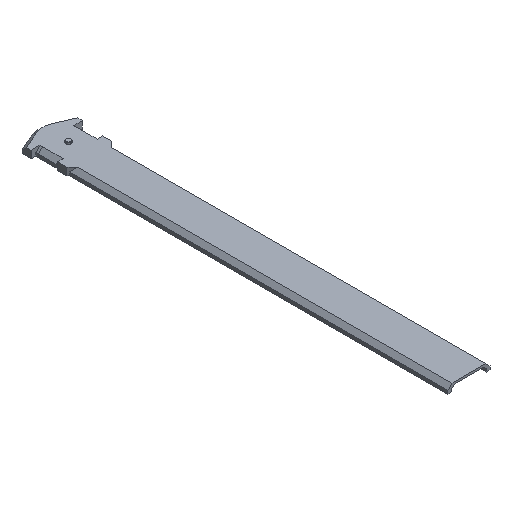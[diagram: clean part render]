
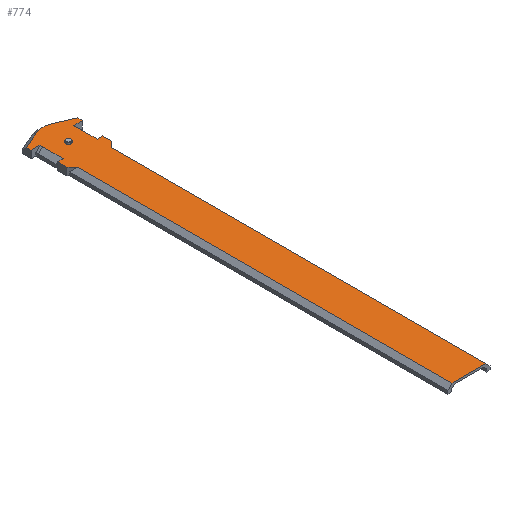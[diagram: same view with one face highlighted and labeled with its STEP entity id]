
A CAD part, isometric view. The second image highlights one B-rep face of the part: STEP entity #774.
In plain terms, the highlighted planar face has unit normal (0, 0, 1).
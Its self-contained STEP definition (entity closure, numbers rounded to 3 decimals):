
#17=FACE_BOUND('',#94,.T.);
#31=CIRCLE('',#831,0.575);
#32=CIRCLE('',#836,3.7);
#33=CIRCLE('',#837,3.7);
#34=CIRCLE('',#838,3.7);
#50=FACE_OUTER_BOUND('',#93,.T.);
#93=EDGE_LOOP('',(#543,#544,#545,#546,#547,#548,#549,#550,#551,#552,#553,
#554,#555,#556,#557,#558,#559,#560,#561,#562));
#94=EDGE_LOOP('',(#563));
#144=LINE('',#1138,#240);
#145=LINE('',#1141,#241);
#154=LINE('',#1157,#250);
#155=LINE('',#1159,#251);
#156=LINE('',#1161,#252);
#157=LINE('',#1163,#253);
#158=LINE('',#1167,#254);
#159=LINE('',#1169,#255);
#160=LINE('',#1171,#256);
#161=LINE('',#1175,#257);
#162=LINE('',#1177,#258);
#163=LINE('',#1179,#259);
#164=LINE('',#1183,#260);
#165=LINE('',#1185,#261);
#166=LINE('',#1187,#262);
#167=LINE('',#1189,#263);
#168=LINE('',#1190,#264);
#240=VECTOR('',#918,10.);
#241=VECTOR('',#921,10.);
#250=VECTOR('',#932,10.);
#251=VECTOR('',#933,10.);
#252=VECTOR('',#934,10.);
#253=VECTOR('',#935,10.);
#254=VECTOR('',#938,10.);
#255=VECTOR('',#939,10.);
#256=VECTOR('',#940,10.);
#257=VECTOR('',#943,10.);
#258=VECTOR('',#944,10.);
#259=VECTOR('',#945,10.);
#260=VECTOR('',#948,10.);
#261=VECTOR('',#949,10.);
#262=VECTOR('',#950,10.);
#263=VECTOR('',#951,10.);
#264=VECTOR('',#952,10.);
#334=VERTEX_POINT('',#1126);
#335=VERTEX_POINT('',#1131);
#338=VERTEX_POINT('',#1136);
#339=VERTEX_POINT('',#1140);
#345=VERTEX_POINT('',#1156);
#346=VERTEX_POINT('',#1158);
#347=VERTEX_POINT('',#1160);
#348=VERTEX_POINT('',#1162);
#349=VERTEX_POINT('',#1164);
#350=VERTEX_POINT('',#1166);
#351=VERTEX_POINT('',#1168);
#352=VERTEX_POINT('',#1170);
#353=VERTEX_POINT('',#1172);
#354=VERTEX_POINT('',#1174);
#355=VERTEX_POINT('',#1176);
#356=VERTEX_POINT('',#1178);
#357=VERTEX_POINT('',#1180);
#358=VERTEX_POINT('',#1182);
#359=VERTEX_POINT('',#1184);
#360=VERTEX_POINT('',#1186);
#361=VERTEX_POINT('',#1188);
#409=EDGE_CURVE('',#334,#334,#31,.T.);
#413=EDGE_CURVE('',#338,#335,#144,.T.);
#414=EDGE_CURVE('',#335,#339,#145,.T.);
#423=EDGE_CURVE('',#338,#345,#154,.T.);
#424=EDGE_CURVE('',#345,#346,#155,.T.);
#425=EDGE_CURVE('',#346,#347,#156,.T.);
#426=EDGE_CURVE('',#348,#347,#157,.T.);
#427=EDGE_CURVE('',#349,#348,#32,.T.);
#428=EDGE_CURVE('',#349,#350,#158,.T.);
#429=EDGE_CURVE('',#350,#351,#159,.T.);
#430=EDGE_CURVE('',#352,#351,#160,.T.);
#431=EDGE_CURVE('',#353,#352,#33,.T.);
#432=EDGE_CURVE('',#354,#353,#161,.T.);
#433=EDGE_CURVE('',#354,#355,#162,.T.);
#434=EDGE_CURVE('',#355,#356,#163,.T.);
#435=EDGE_CURVE('',#357,#356,#34,.T.);
#436=EDGE_CURVE('',#358,#357,#164,.T.);
#437=EDGE_CURVE('',#358,#359,#165,.T.);
#438=EDGE_CURVE('',#359,#360,#166,.T.);
#439=EDGE_CURVE('',#360,#361,#167,.T.);
#440=EDGE_CURVE('',#339,#361,#168,.T.);
#543=ORIENTED_EDGE('',*,*,#413,.F.);
#544=ORIENTED_EDGE('',*,*,#423,.T.);
#545=ORIENTED_EDGE('',*,*,#424,.T.);
#546=ORIENTED_EDGE('',*,*,#425,.T.);
#547=ORIENTED_EDGE('',*,*,#426,.F.);
#548=ORIENTED_EDGE('',*,*,#427,.F.);
#549=ORIENTED_EDGE('',*,*,#428,.T.);
#550=ORIENTED_EDGE('',*,*,#429,.T.);
#551=ORIENTED_EDGE('',*,*,#430,.F.);
#552=ORIENTED_EDGE('',*,*,#431,.F.);
#553=ORIENTED_EDGE('',*,*,#432,.F.);
#554=ORIENTED_EDGE('',*,*,#433,.T.);
#555=ORIENTED_EDGE('',*,*,#434,.T.);
#556=ORIENTED_EDGE('',*,*,#435,.F.);
#557=ORIENTED_EDGE('',*,*,#436,.F.);
#558=ORIENTED_EDGE('',*,*,#437,.T.);
#559=ORIENTED_EDGE('',*,*,#438,.T.);
#560=ORIENTED_EDGE('',*,*,#439,.T.);
#561=ORIENTED_EDGE('',*,*,#440,.F.);
#562=ORIENTED_EDGE('',*,*,#414,.F.);
#563=ORIENTED_EDGE('',*,*,#409,.T.);
#739=PLANE('',#835);
#774=ADVANCED_FACE('',(#50,#17),#739,.T.);
#831=AXIS2_PLACEMENT_3D('',#1128,#909,#910);
#835=AXIS2_PLACEMENT_3D('',#1155,#930,#931);
#836=AXIS2_PLACEMENT_3D('',#1165,#936,#937);
#837=AXIS2_PLACEMENT_3D('',#1173,#941,#942);
#838=AXIS2_PLACEMENT_3D('',#1181,#946,#947);
#909=DIRECTION('center_axis',(0.,0.,-1.));
#910=DIRECTION('ref_axis',(-1.,0.,0.));
#918=DIRECTION('',(0.,-1.,0.));
#921=DIRECTION('',(-1.,0.,0.));
#930=DIRECTION('center_axis',(0.,0.,1.));
#931=DIRECTION('ref_axis',(1.,0.,0.));
#932=DIRECTION('',(0.707,0.707,0.));
#933=DIRECTION('',(0.,1.,0.));
#934=DIRECTION('',(-1.,0.,0.));
#935=DIRECTION('',(0.,-1.,0.));
#936=DIRECTION('center_axis',(0.,0.,-1.));
#937=DIRECTION('ref_axis',(1.,0.,0.));
#938=DIRECTION('',(1.,0.,0.));
#939=DIRECTION('',(0.,1.,0.));
#940=DIRECTION('',(0.919,-0.395,0.));
#941=DIRECTION('center_axis',(0.,0.,-1.));
#942=DIRECTION('ref_axis',(1.,0.,0.));
#943=DIRECTION('',(0.919,0.395,0.));
#944=DIRECTION('',(0.,-1.,0.));
#945=DIRECTION('',(1.,0.,0.));
#946=DIRECTION('center_axis',(0.,0.,-1.));
#947=DIRECTION('ref_axis',(-1.,0.,0.));
#948=DIRECTION('',(0.,1.,0.));
#949=DIRECTION('',(-1.,0.,0.));
#950=DIRECTION('',(0.,-1.,0.));
#951=DIRECTION('',(0.707,-0.707,0.));
#952=DIRECTION('',(0.,1.,0.));
#1126=CARTESIAN_POINT('',(0.575,31.6,1.65));
#1128=CARTESIAN_POINT('Origin',(0.,31.6,1.65));
#1131=CARTESIAN_POINT('',(3.7,-55.8,1.65));
#1136=CARTESIAN_POINT('',(3.7,25.85,1.65));
#1138=CARTESIAN_POINT('',(3.7,-22.813,1.65));
#1140=CARTESIAN_POINT('',(-3.7,-55.8,1.65));
#1141=CARTESIAN_POINT('',(-2.3,-55.8,1.65));
#1155=CARTESIAN_POINT('Origin',(0.,-8.825,
1.65));
#1156=CARTESIAN_POINT('',(4.9,27.05,1.65));
#1157=CARTESIAN_POINT('',(-5.444,16.706,1.65));
#1158=CARTESIAN_POINT('',(4.9,29.05,1.65));
#1159=CARTESIAN_POINT('',(4.9,9.112,1.65));
#1160=CARTESIAN_POINT('',(3.7,29.05,1.65));
#1161=CARTESIAN_POINT('',(2.45,29.05,1.65));
#1162=CARTESIAN_POINT('',(3.7,33.55,1.65));
#1163=CARTESIAN_POINT('',(3.7,10.113,1.65));
#1164=CARTESIAN_POINT('',(3.651,34.15,1.65));
#1165=CARTESIAN_POINT('Origin',(0.,33.55,1.65));
#1166=CARTESIAN_POINT('',(5.6,34.15,1.65));
#1167=CARTESIAN_POINT('',(2.28,34.15,1.65));
#1168=CARTESIAN_POINT('',(5.6,35.17,1.65));
#1169=CARTESIAN_POINT('',(5.6,12.663,1.65));
#1170=CARTESIAN_POINT('',(1.461,36.949,1.65));
#1171=CARTESIAN_POINT('',(11.039,32.833,1.65));
#1172=CARTESIAN_POINT('',(-1.461,36.949,1.65));
#1173=CARTESIAN_POINT('Origin',(0.,33.55,1.65));
#1174=CARTESIAN_POINT('',(-5.6,35.17,1.65));
#1175=CARTESIAN_POINT('',(-9.148,33.646,1.65));
#1176=CARTESIAN_POINT('',(-5.6,34.15,1.65));
#1177=CARTESIAN_POINT('',(-5.6,13.663,1.65));
#1178=CARTESIAN_POINT('',(-3.651,34.15,1.65));
#1179=CARTESIAN_POINT('',(-2.8,34.15,1.65));
#1180=CARTESIAN_POINT('',(-3.7,33.55,1.65));
#1181=CARTESIAN_POINT('Origin',(0.,33.55,1.65));
#1182=CARTESIAN_POINT('',(-3.7,29.05,1.65));
#1183=CARTESIAN_POINT('',(-3.7,12.363,1.65));
#1184=CARTESIAN_POINT('',(-4.9,29.05,1.65));
#1185=CARTESIAN_POINT('',(-2.3,29.05,1.65));
#1186=CARTESIAN_POINT('',(-4.9,27.05,1.65));
#1187=CARTESIAN_POINT('',(-4.9,10.112,1.65));
#1188=CARTESIAN_POINT('',(-3.7,25.85,1.65));
#1189=CARTESIAN_POINT('',(5.294,16.856,1.65));
#1190=CARTESIAN_POINT('',(-3.7,8.962,1.65));
